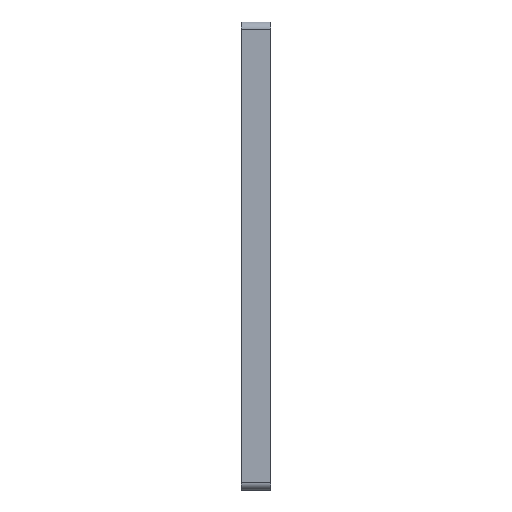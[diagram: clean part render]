
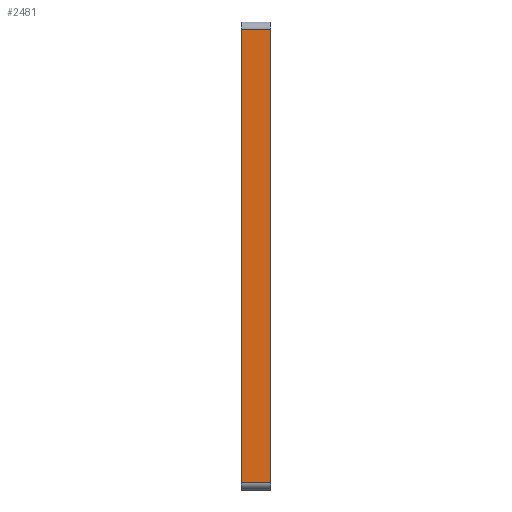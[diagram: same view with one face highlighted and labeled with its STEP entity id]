
A CAD part, front view. The second image highlights one B-rep face of the part: STEP entity #2481.
In plain terms, the highlighted planar face has unit normal (0, -1, 0).
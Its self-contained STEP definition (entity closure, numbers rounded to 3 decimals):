
#219=PLANE('',#2813);
#329=FACE_OUTER_BOUND('',#539,.T.);
#539=EDGE_LOOP('',(#2157,#2158,#2159,#2160));
#648=LINE('',#3595,#764);
#653=LINE('',#3810,#769);
#654=LINE('',#3814,#770);
#756=LINE('',#4218,#872);
#764=VECTOR('',#2838,10.);
#769=VECTOR('',#3055,10.);
#770=VECTOR('',#3060,10.);
#872=VECTOR('',#3566,10.);
#1090=VERTEX_POINT('',#3592);
#1091=VERTEX_POINT('',#3594);
#1195=VERTEX_POINT('',#3808);
#1196=VERTEX_POINT('',#3812);
#1308=EDGE_CURVE('',#1091,#1090,#648,.T.);
#1416=EDGE_CURVE('',#1195,#1090,#653,.T.);
#1418=EDGE_CURVE('',#1091,#1196,#654,.T.);
#1620=EDGE_CURVE('',#1196,#1195,#756,.T.);
#2157=ORIENTED_EDGE('',*,*,#1416,.F.);
#2158=ORIENTED_EDGE('',*,*,#1620,.F.);
#2159=ORIENTED_EDGE('',*,*,#1418,.F.);
#2160=ORIENTED_EDGE('',*,*,#1308,.T.);
#2481=ADVANCED_FACE('',(#329),#219,.T.);
#2813=AXIS2_PLACEMENT_3D('',#4217,#3564,#3565);
#2838=DIRECTION('',(0.,0.,-1.));
#3055=DIRECTION('',(-1.,0.,0.));
#3060=DIRECTION('',(1.,0.,0.));
#3564=DIRECTION('center_axis',(0.,-1.,0.));
#3565=DIRECTION('ref_axis',(0.,0.,-1.));
#3566=DIRECTION('',(0.,0.,-1.));
#3592=CARTESIAN_POINT('',(0.,0.,-188.));
#3594=CARTESIAN_POINT('',(0.,0.,-3.));
#3595=CARTESIAN_POINT('',(0.,0.,0.));
#3808=CARTESIAN_POINT('',(12.,0.,-188.));
#3810=CARTESIAN_POINT('',(0.,0.,-188.));
#3812=CARTESIAN_POINT('',(12.,0.,-3.));
#3814=CARTESIAN_POINT('',(0.,0.,-3.));
#4217=CARTESIAN_POINT('Origin',(0.,0.,0.));
#4218=CARTESIAN_POINT('',(12.,0.,0.));
